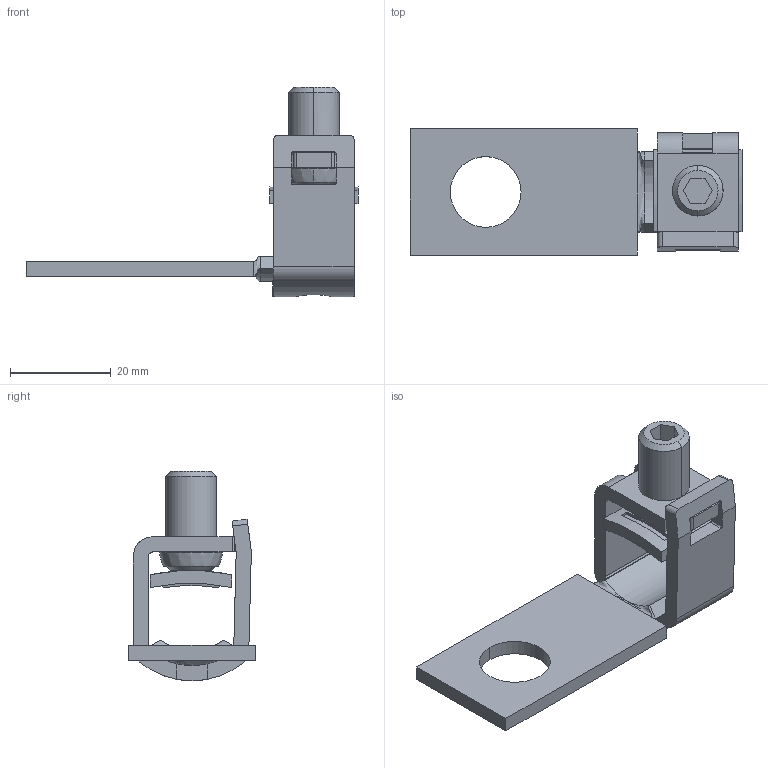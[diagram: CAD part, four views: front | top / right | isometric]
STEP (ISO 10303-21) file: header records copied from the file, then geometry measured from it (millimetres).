
FILE_DESCRIPTION(('CATIA V5 STEP'),'2;1');
FILE_NAME('K5801016_U-Rahmenklemme mit Lasche KU00_1_AF30-60.stp','2011-12-13T15:48:08+00:00',('none'),('Jean Müller GmbH'),'CATIA Version 5 Release 19 SP 9 (IN-10)','CATIA V5 STEP AP214','none');
FILE_SCHEMA(('AUTOMOTIVE_DESIGN { 1 0 10303 214 1 1 1 1 }'));
Length unit declared in the file: millimetre
Products named in the file (5): K5801016_U-Rahmenklemme; 158272_Rahmen; 68208_Sond.-Gewindestift M10; 158291_Druckstueck; 158364_Anschlusslasche
Assembly tree (4 placements, depth 2):
  K5801016_U-Rahmenklemme
    158272_Rahmen
    68208_Sond.-Gewindestift M10
    158291_Druckstueck
    158364_Anschlusslasche
Bounding box: 65.75 x 25 x 41.46 mm (x, y, z)
Volume: 9666.2 mm3; surface area: 8438.9 mm2
Topology: 4 solids, 4 shells, 142 faces, 373 edges, 239 vertices
Faces by surface type: plane 72, cylinder 48, cone 12, bspline 10
Entity records: 5828 total; most frequent: CARTESIAN_POINT 1502, ORIENTED_EDGE 742, DIRECTION 589, EDGE_CURVE 371, VERTEX_POINT 239, VECTOR 233, LINE 233, AXIS2_PLACEMENT_3D 226
